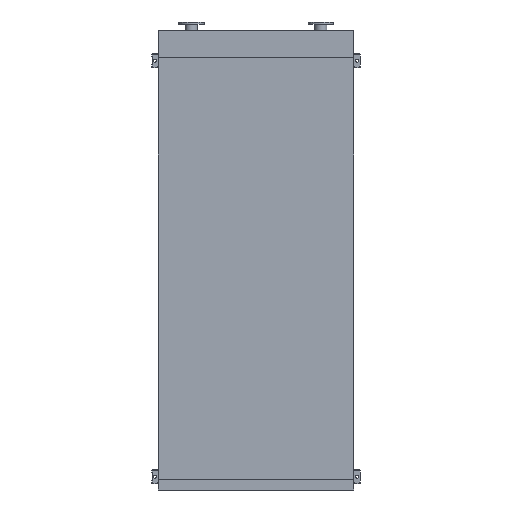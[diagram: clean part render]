
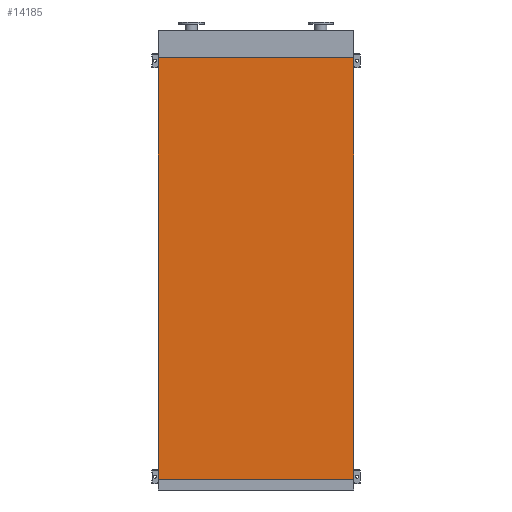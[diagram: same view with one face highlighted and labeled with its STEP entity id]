
A CAD part, front view. The second image highlights one B-rep face of the part: STEP entity #14185.
In plain terms, the highlighted planar face has unit normal (0, -1, 0).
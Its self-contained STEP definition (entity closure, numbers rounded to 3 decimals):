
#177 = VERTEX_POINT ( 'NONE', #8175 ) ;
#254 = FACE_OUTER_BOUND ( 'NONE', #11434, .T. ) ;
#810 = DIRECTION ( 'NONE',  ( 0., -1., 0. ) ) ;
#2041 = ORIENTED_EDGE ( 'NONE', *, *, #2633, .F. ) ;
#2295 = EDGE_CURVE ( 'NONE', #12705, #14931, #11000, .T. ) ;
#2606 = EDGE_CURVE ( 'NONE', #177, #14700, #16475, .T. ) ;
#2633 = EDGE_CURVE ( 'NONE', #14931, #14700, #8773, .T. ) ;
#2635 = EDGE_CURVE ( 'NONE', #12705, #177, #5400, .T. ) ;
#3058 = ORIENTED_EDGE ( 'NONE', *, *, #2606, .T. ) ;
#3923 = DIRECTION ( 'NONE',  ( 0., 0., 1. ) ) ;
#4552 = VECTOR ( 'NONE', #6856, 1000. ) ;
#5400 = LINE ( 'NONE', #5413, #4552 ) ;
#5413 = CARTESIAN_POINT ( 'NONE',  ( -845., 0., -3650. ) ) ;
#6260 = AXIS2_PLACEMENT_3D ( 'NONE', #15060, #810, #11037 ) ;
#6856 = DIRECTION ( 'NONE',  ( 1., 0., 0. ) ) ;
#8175 = CARTESIAN_POINT ( 'NONE',  ( 845., 0., -3650. ) ) ;
#8208 = PLANE ( 'NONE',  #6260 ) ;
#8773 = LINE ( 'NONE', #9635, #12060 ) ;
#9543 = CARTESIAN_POINT ( 'NONE',  ( -845., 0., -3650. ) ) ;
#9635 = CARTESIAN_POINT ( 'NONE',  ( -845., 0., 0. ) ) ;
#10109 = ORIENTED_EDGE ( 'NONE', *, *, #2635, .T. ) ;
#10972 = CARTESIAN_POINT ( 'NONE',  ( -845., 0., 0. ) ) ;
#11000 = LINE ( 'NONE', #9543, #17755 ) ;
#11023 = CARTESIAN_POINT ( 'NONE',  ( 845., 0., -3650. ) ) ;
#11037 = DIRECTION ( 'NONE',  ( 0., 0., -1. ) ) ;
#11081 = DIRECTION ( 'NONE',  ( 1., 0., 0. ) ) ;
#11434 = EDGE_LOOP ( 'NONE', ( #2041, #13361, #10109, #3058 ) ) ;
#11606 = CARTESIAN_POINT ( 'NONE',  ( -845., 0., -3650. ) ) ;
#12060 = VECTOR ( 'NONE', #11081, 1000. ) ;
#12405 = DIRECTION ( 'NONE',  ( 0., 0., 1. ) ) ;
#12705 = VERTEX_POINT ( 'NONE', #11606 ) ;
#12903 = VECTOR ( 'NONE', #12405, 1000. ) ;
#13361 = ORIENTED_EDGE ( 'NONE', *, *, #2295, .F. ) ;
#13404 = CARTESIAN_POINT ( 'NONE',  ( 845., 0., 0. ) ) ;
#14185 = ADVANCED_FACE ( 'NONE', ( #254 ), #8208, .T. ) ;
#14700 = VERTEX_POINT ( 'NONE', #13404 ) ;
#14931 = VERTEX_POINT ( 'NONE', #10972 ) ;
#15060 = CARTESIAN_POINT ( 'NONE',  ( -845., 0., -3650. ) ) ;
#16475 = LINE ( 'NONE', #11023, #12903 ) ;
#17755 = VECTOR ( 'NONE', #3923, 1000. ) ;
